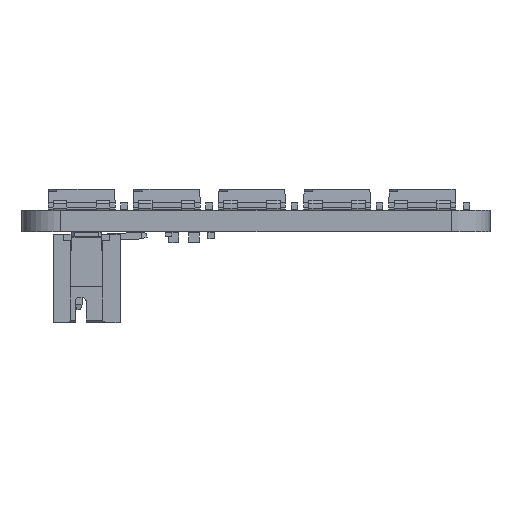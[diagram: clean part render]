
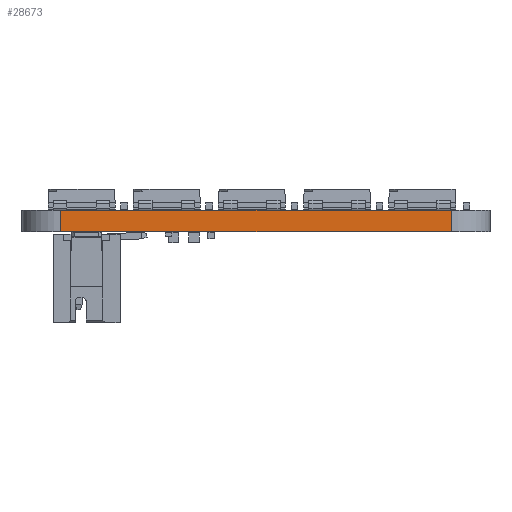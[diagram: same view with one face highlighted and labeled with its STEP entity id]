
A CAD part, left-side view. The second image highlights one B-rep face of the part: STEP entity #28673.
In plain terms, the highlighted planar face has unit normal (-1, 0, 0).
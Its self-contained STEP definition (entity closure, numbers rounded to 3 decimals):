
#27939 = CYLINDRICAL_SURFACE('',#27940,2.9);
#27940 = AXIS2_PLACEMENT_3D('',#27941,#27942,#27943);
#27941 = CARTESIAN_POINT('',(3.014,3.052,0.));
#27942 = DIRECTION('',(-0.,-0.,-1.));
#27943 = DIRECTION('',(1.,0.,-0.));
#27967 = PLANE('',#27968);
#27968 = AXIS2_PLACEMENT_3D('',#27969,#27970,#27971);
#27969 = CARTESIAN_POINT('',(23.114,17.602,1.6));
#27970 = DIRECTION('',(0.,0.,1.));
#27971 = DIRECTION('',(1.,0.,-0.));
#28021 = PLANE('',#28022);
#28022 = AXIS2_PLACEMENT_3D('',#28023,#28024,#28025);
#28023 = CARTESIAN_POINT('',(23.114,17.602,0.));
#28024 = DIRECTION('',(0.,0.,1.));
#28025 = DIRECTION('',(1.,0.,-0.));
#28036 = EDGE_CURVE('',#28037,#28039,#28041,.T.);
#28037 = VERTEX_POINT('',#28038);
#28038 = CARTESIAN_POINT('',(0.114,3.052,0.));
#28039 = VERTEX_POINT('',#28040);
#28040 = CARTESIAN_POINT('',(0.114,3.052,1.6));
#28041 = SURFACE_CURVE('',#28042,(#28046,#28053),.PCURVE_S1.);
#28042 = LINE('',#28043,#28044);
#28043 = CARTESIAN_POINT('',(0.114,3.052,0.));
#28044 = VECTOR('',#28045,1.);
#28045 = DIRECTION('',(0.,0.,1.));
#28046 = PCURVE('',#27939,#28047);
#28047 = DEFINITIONAL_REPRESENTATION('',(#28048),#28052);
#28048 = LINE('',#28049,#28050);
#28049 = CARTESIAN_POINT('',(-3.142,0.));
#28050 = VECTOR('',#28051,1.);
#28051 = DIRECTION('',(-0.,-1.));
#28052 = ( GEOMETRIC_REPRESENTATION_CONTEXT(2) 
PARAMETRIC_REPRESENTATION_CONTEXT() REPRESENTATION_CONTEXT('2D SPACE',''
  ) );
#28053 = PCURVE('',#28054,#28059);
#28054 = PLANE('',#28055);
#28055 = AXIS2_PLACEMENT_3D('',#28056,#28057,#28058);
#28056 = CARTESIAN_POINT('',(0.114,32.152,0.));
#28057 = DIRECTION('',(1.,0.,-0.));
#28058 = DIRECTION('',(0.,-1.,0.));
#28059 = DEFINITIONAL_REPRESENTATION('',(#28060),#28064);
#28060 = LINE('',#28061,#28062);
#28061 = CARTESIAN_POINT('',(29.1,0.));
#28062 = VECTOR('',#28063,1.);
#28063 = DIRECTION('',(0.,-1.));
#28064 = ( GEOMETRIC_REPRESENTATION_CONTEXT(2) 
PARAMETRIC_REPRESENTATION_CONTEXT() REPRESENTATION_CONTEXT('2D SPACE',''
  ) );
#28275 = VERTEX_POINT('',#28276);
#28276 = CARTESIAN_POINT('',(0.114,32.152,0.));
#28291 = CYLINDRICAL_SURFACE('',#28292,2.9);
#28292 = AXIS2_PLACEMENT_3D('',#28293,#28294,#28295);
#28293 = CARTESIAN_POINT('',(3.014,32.152,0.));
#28294 = DIRECTION('',(-0.,-0.,-1.));
#28295 = DIRECTION('',(1.,0.,-0.));
#28303 = EDGE_CURVE('',#28275,#28037,#28304,.T.);
#28304 = SURFACE_CURVE('',#28305,(#28309,#28316),.PCURVE_S1.);
#28305 = LINE('',#28306,#28307);
#28306 = CARTESIAN_POINT('',(0.114,32.152,0.));
#28307 = VECTOR('',#28308,1.);
#28308 = DIRECTION('',(0.,-1.,0.));
#28309 = PCURVE('',#28021,#28310);
#28310 = DEFINITIONAL_REPRESENTATION('',(#28311),#28315);
#28311 = LINE('',#28312,#28313);
#28312 = CARTESIAN_POINT('',(-23.,14.55));
#28313 = VECTOR('',#28314,1.);
#28314 = DIRECTION('',(0.,-1.));
#28315 = ( GEOMETRIC_REPRESENTATION_CONTEXT(2) 
PARAMETRIC_REPRESENTATION_CONTEXT() REPRESENTATION_CONTEXT('2D SPACE',''
  ) );
#28316 = PCURVE('',#28054,#28317);
#28317 = DEFINITIONAL_REPRESENTATION('',(#28318),#28322);
#28318 = LINE('',#28319,#28320);
#28319 = CARTESIAN_POINT('',(0.,0.));
#28320 = VECTOR('',#28321,1.);
#28321 = DIRECTION('',(1.,0.));
#28322 = ( GEOMETRIC_REPRESENTATION_CONTEXT(2) 
PARAMETRIC_REPRESENTATION_CONTEXT() REPRESENTATION_CONTEXT('2D SPACE',''
  ) );
#28525 = VERTEX_POINT('',#28526);
#28526 = CARTESIAN_POINT('',(0.114,32.152,1.6));
#28548 = EDGE_CURVE('',#28525,#28039,#28549,.T.);
#28549 = SURFACE_CURVE('',#28550,(#28554,#28561),.PCURVE_S1.);
#28550 = LINE('',#28551,#28552);
#28551 = CARTESIAN_POINT('',(0.114,32.152,1.6));
#28552 = VECTOR('',#28553,1.);
#28553 = DIRECTION('',(0.,-1.,0.));
#28554 = PCURVE('',#27967,#28555);
#28555 = DEFINITIONAL_REPRESENTATION('',(#28556),#28560);
#28556 = LINE('',#28557,#28558);
#28557 = CARTESIAN_POINT('',(-23.,14.55));
#28558 = VECTOR('',#28559,1.);
#28559 = DIRECTION('',(0.,-1.));
#28560 = ( GEOMETRIC_REPRESENTATION_CONTEXT(2) 
PARAMETRIC_REPRESENTATION_CONTEXT() REPRESENTATION_CONTEXT('2D SPACE',''
  ) );
#28561 = PCURVE('',#28054,#28562);
#28562 = DEFINITIONAL_REPRESENTATION('',(#28563),#28567);
#28563 = LINE('',#28564,#28565);
#28564 = CARTESIAN_POINT('',(0.,-1.6));
#28565 = VECTOR('',#28566,1.);
#28566 = DIRECTION('',(1.,0.));
#28567 = ( GEOMETRIC_REPRESENTATION_CONTEXT(2) 
PARAMETRIC_REPRESENTATION_CONTEXT() REPRESENTATION_CONTEXT('2D SPACE',''
  ) );
#28673 = ADVANCED_FACE('',(#28674),#28054,.F.);
#28674 = FACE_BOUND('',#28675,.F.);
#28675 = EDGE_LOOP('',(#28676,#28697,#28698,#28699));
#28676 = ORIENTED_EDGE('',*,*,#28677,.T.);
#28677 = EDGE_CURVE('',#28275,#28525,#28678,.T.);
#28678 = SURFACE_CURVE('',#28679,(#28683,#28690),.PCURVE_S1.);
#28679 = LINE('',#28680,#28681);
#28680 = CARTESIAN_POINT('',(0.114,32.152,0.));
#28681 = VECTOR('',#28682,1.);
#28682 = DIRECTION('',(0.,0.,1.));
#28683 = PCURVE('',#28054,#28684);
#28684 = DEFINITIONAL_REPRESENTATION('',(#28685),#28689);
#28685 = LINE('',#28686,#28687);
#28686 = CARTESIAN_POINT('',(0.,0.));
#28687 = VECTOR('',#28688,1.);
#28688 = DIRECTION('',(0.,-1.));
#28689 = ( GEOMETRIC_REPRESENTATION_CONTEXT(2) 
PARAMETRIC_REPRESENTATION_CONTEXT() REPRESENTATION_CONTEXT('2D SPACE',''
  ) );
#28690 = PCURVE('',#28291,#28691);
#28691 = DEFINITIONAL_REPRESENTATION('',(#28692),#28696);
#28692 = LINE('',#28693,#28694);
#28693 = CARTESIAN_POINT('',(-3.142,0.));
#28694 = VECTOR('',#28695,1.);
#28695 = DIRECTION('',(-0.,-1.));
#28696 = ( GEOMETRIC_REPRESENTATION_CONTEXT(2) 
PARAMETRIC_REPRESENTATION_CONTEXT() REPRESENTATION_CONTEXT('2D SPACE',''
  ) );
#28697 = ORIENTED_EDGE('',*,*,#28548,.T.);
#28698 = ORIENTED_EDGE('',*,*,#28036,.F.);
#28699 = ORIENTED_EDGE('',*,*,#28303,.F.);
